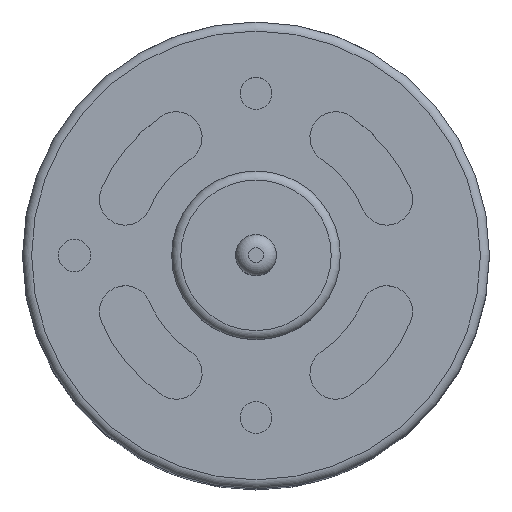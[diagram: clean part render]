
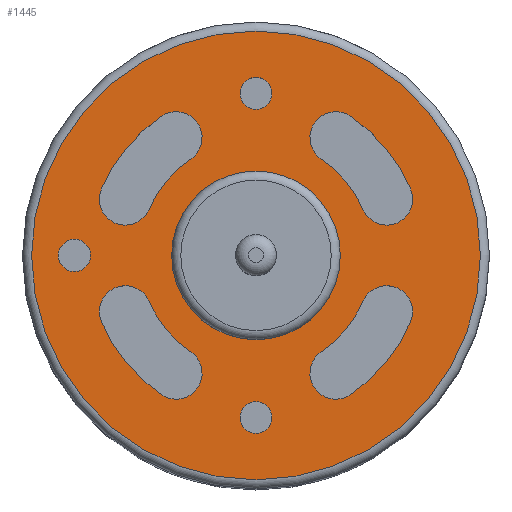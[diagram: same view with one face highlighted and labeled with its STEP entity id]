
A CAD part, top view. The second image highlights one B-rep face of the part: STEP entity #1445.
In plain terms, the highlighted planar face has unit normal (0, 0, 1).
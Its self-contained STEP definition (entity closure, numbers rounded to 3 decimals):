
#28=PLANE('',#1538);
#250=ORIENTED_EDGE('',*,*,#488,.T.);
#251=ORIENTED_EDGE('',*,*,#486,.T.);
#252=ORIENTED_EDGE('',*,*,#476,.T.);
#253=ORIENTED_EDGE('',*,*,#480,.T.);
#254=ORIENTED_EDGE('',*,*,#483,.T.);
#255=ORIENTED_EDGE('',*,*,#464,.F.);
#256=ORIENTED_EDGE('',*,*,#474,.F.);
#257=ORIENTED_EDGE('',*,*,#471,.F.);
#258=ORIENTED_EDGE('',*,*,#468,.F.);
#259=ORIENTED_EDGE('',*,*,#489,.F.);
#260=ORIENTED_EDGE('',*,*,#490,.F.);
#261=ORIENTED_EDGE('',*,*,#491,.F.);
#262=ORIENTED_EDGE('',*,*,#492,.F.);
#263=ORIENTED_EDGE('',*,*,#493,.T.);
#264=ORIENTED_EDGE('',*,*,#494,.T.);
#265=ORIENTED_EDGE('',*,*,#495,.T.);
#266=ORIENTED_EDGE('',*,*,#496,.F.);
#267=ORIENTED_EDGE('',*,*,#497,.T.);
#268=ORIENTED_EDGE('',*,*,#498,.T.);
#269=ORIENTED_EDGE('',*,*,#499,.T.);
#270=ORIENTED_EDGE('',*,*,#500,.T.);
#464=EDGE_CURVE('',#591,#592,#682,.T.);
#468=EDGE_CURVE('',#592,#595,#684,.T.);
#471=EDGE_CURVE('',#595,#597,#686,.T.);
#474=EDGE_CURVE('',#597,#591,#688,.T.);
#476=EDGE_CURVE('',#599,#600,#690,.T.);
#480=EDGE_CURVE('',#600,#603,#692,.T.);
#483=EDGE_CURVE('',#603,#605,#694,.T.);
#486=EDGE_CURVE('',#605,#599,#696,.T.);
#488=EDGE_CURVE('',#607,#607,#698,.T.);
#489=EDGE_CURVE('',#608,#609,#699,.T.);
#490=EDGE_CURVE('',#610,#608,#700,.T.);
#491=EDGE_CURVE('',#611,#610,#701,.T.);
#492=EDGE_CURVE('',#609,#611,#702,.T.);
#493=EDGE_CURVE('',#612,#612,#703,.T.);
#494=EDGE_CURVE('',#613,#613,#704,.T.);
#495=EDGE_CURVE('',#614,#614,#705,.T.);
#496=EDGE_CURVE('',#615,#615,#706,.T.);
#497=EDGE_CURVE('',#616,#617,#707,.T.);
#498=EDGE_CURVE('',#617,#618,#708,.T.);
#499=EDGE_CURVE('',#618,#619,#709,.T.);
#500=EDGE_CURVE('',#619,#616,#710,.T.);
#591=VERTEX_POINT('',#2002);
#592=VERTEX_POINT('',#2003);
#595=VERTEX_POINT('',#2011);
#597=VERTEX_POINT('',#2017);
#599=VERTEX_POINT('',#2027);
#600=VERTEX_POINT('',#2028);
#603=VERTEX_POINT('',#2036);
#605=VERTEX_POINT('',#2042);
#607=VERTEX_POINT('',#2052);
#608=VERTEX_POINT('',#2054);
#609=VERTEX_POINT('',#2055);
#610=VERTEX_POINT('',#2057);
#611=VERTEX_POINT('',#2059);
#612=VERTEX_POINT('',#2062);
#613=VERTEX_POINT('',#2064);
#614=VERTEX_POINT('',#2066);
#615=VERTEX_POINT('',#2068);
#616=VERTEX_POINT('',#2070);
#617=VERTEX_POINT('',#2071);
#618=VERTEX_POINT('',#2073);
#619=VERTEX_POINT('',#2075);
#682=CIRCLE('',#1513,2.);
#684=CIRCLE('',#1516,8.975);
#686=CIRCLE('',#1519,2.);
#688=CIRCLE('',#1522,12.975);
#690=CIRCLE('',#1526,2.);
#692=CIRCLE('',#1529,12.975);
#694=CIRCLE('',#1532,2.);
#696=CIRCLE('',#1535,8.975);
#698=CIRCLE('',#1539,1.25);
#699=CIRCLE('',#1540,2.);
#700=CIRCLE('',#1541,12.975);
#701=CIRCLE('',#1542,2.);
#702=CIRCLE('',#1543,8.975);
#703=CIRCLE('',#1544,1.23);
#704=CIRCLE('',#1545,1.23);
#705=CIRCLE('',#1546,17.3);
#706=CIRCLE('',#1547,6.5);
#707=CIRCLE('',#1548,8.975);
#708=CIRCLE('',#1549,2.);
#709=CIRCLE('',#1550,12.975);
#710=CIRCLE('',#1551,2.);
#756=EDGE_LOOP('',(#250));
#757=EDGE_LOOP('',(#251,#252,#253,#254));
#758=EDGE_LOOP('',(#255,#256,#257,#258));
#759=EDGE_LOOP('',(#259,#260,#261,#262));
#760=EDGE_LOOP('',(#263));
#761=EDGE_LOOP('',(#264));
#762=EDGE_LOOP('',(#265));
#763=EDGE_LOOP('',(#266));
#764=EDGE_LOOP('',(#267,#268,#269,#270));
#854=FACE_BOUND('',#756,.T.);
#855=FACE_BOUND('',#757,.T.);
#856=FACE_BOUND('',#758,.T.);
#857=FACE_BOUND('',#759,.T.);
#858=FACE_BOUND('',#760,.T.);
#859=FACE_BOUND('',#761,.T.);
#860=FACE_BOUND('',#762,.T.);
#861=FACE_BOUND('',#763,.T.);
#862=FACE_BOUND('',#764,.T.);
#1445=ADVANCED_FACE('',(#854,#855,#856,#857,#858,#859,#860,#861,#862),#28,
 .T.);
#1513=AXIS2_PLACEMENT_3D('',#2001,#1663,#1664);
#1516=AXIS2_PLACEMENT_3D('',#2010,#1671,#1672);
#1519=AXIS2_PLACEMENT_3D('',#2016,#1678,#1679);
#1522=AXIS2_PLACEMENT_3D('',#2022,#1685,#1686);
#1526=AXIS2_PLACEMENT_3D('',#2026,#1693,#1694);
#1529=AXIS2_PLACEMENT_3D('',#2035,#1701,#1702);
#1532=AXIS2_PLACEMENT_3D('',#2041,#1708,#1709);
#1535=AXIS2_PLACEMENT_3D('',#2047,#1715,#1716);
#1538=AXIS2_PLACEMENT_3D('',#2050,#1721,#1722);
#1539=AXIS2_PLACEMENT_3D('',#2051,#1723,#1724);
#1540=AXIS2_PLACEMENT_3D('',#2053,#1725,#1726);
#1541=AXIS2_PLACEMENT_3D('',#2056,#1727,#1728);
#1542=AXIS2_PLACEMENT_3D('',#2058,#1729,#1730);
#1543=AXIS2_PLACEMENT_3D('',#2060,#1731,#1732);
#1544=AXIS2_PLACEMENT_3D('',#2061,#1733,#1734);
#1545=AXIS2_PLACEMENT_3D('',#2063,#1735,#1736);
#1546=AXIS2_PLACEMENT_3D('',#2065,#1737,#1738);
#1547=AXIS2_PLACEMENT_3D('',#2067,#1739,#1740);
#1548=AXIS2_PLACEMENT_3D('',#2069,#1741,#1742);
#1549=AXIS2_PLACEMENT_3D('',#2072,#1743,#1744);
#1550=AXIS2_PLACEMENT_3D('',#2074,#1745,#1746);
#1551=AXIS2_PLACEMENT_3D('',#2076,#1747,#1748);
#1663=DIRECTION('',(0.,0.,1.));
#1664=DIRECTION('',(0.,-1.,0.));
#1671=DIRECTION('',(0.,0.,-1.));
#1672=DIRECTION('',(0.,1.,0.));
#1678=DIRECTION('',(0.,0.,1.));
#1679=DIRECTION('',(0.,1.,0.));
#1685=DIRECTION('',(0.,0.,1.));
#1686=DIRECTION('',(0.,1.,0.));
#1693=DIRECTION('',(0.,0.,-1.));
#1694=DIRECTION('',(0.,-1.,0.));
#1701=DIRECTION('',(0.,0.,-1.));
#1702=DIRECTION('',(0.,1.,0.));
#1708=DIRECTION('',(0.,0.,-1.));
#1709=DIRECTION('',(0.,1.,0.));
#1715=DIRECTION('',(0.,0.,1.));
#1716=DIRECTION('',(0.,1.,0.));
#1721=DIRECTION('',(0.,0.,1.));
#1722=DIRECTION('',(1.,0.,0.));
#1723=DIRECTION('',(0.,0.,-1.));
#1724=DIRECTION('',(0.,-1.,0.));
#1725=DIRECTION('',(0.,0.,1.));
#1726=DIRECTION('',(0.,1.,0.));
#1727=DIRECTION('',(0.,0.,1.));
#1728=DIRECTION('',(0.,-1.,0.));
#1729=DIRECTION('',(0.,0.,1.));
#1730=DIRECTION('',(0.,-1.,0.));
#1731=DIRECTION('',(0.,0.,-1.));
#1732=DIRECTION('',(0.,-1.,0.));
#1733=DIRECTION('',(0.,0.,-1.));
#1734=DIRECTION('',(0.,-1.,0.));
#1735=DIRECTION('',(0.,0.,-1.));
#1736=DIRECTION('',(0.,-1.,0.));
#1737=DIRECTION('',(0.,0.,1.));
#1738=DIRECTION('',(1.,0.,0.));
#1739=DIRECTION('',(0.,0.,1.));
#1740=DIRECTION('',(1.,0.,0.));
#1741=DIRECTION('',(0.,0.,1.));
#1742=DIRECTION('',(0.,-1.,0.));
#1743=DIRECTION('',(0.,0.,-1.));
#1744=DIRECTION('',(0.,1.,0.));
#1745=DIRECTION('',(0.,0.,-1.));
#1746=DIRECTION('',(0.,-1.,0.));
#1747=DIRECTION('',(0.,0.,-1.));
#1748=DIRECTION('',(0.,-1.,0.));
#2001=CARTESIAN_POINT('',(6.156,9.086,54.));
#2002=CARTESIAN_POINT('',(7.278,10.741,54.));
#2003=CARTESIAN_POINT('',(5.034,7.43,54.));
#2010=CARTESIAN_POINT('',(0.,0.,54.));
#2011=CARTESIAN_POINT('',(8.244,3.547,54.));
#2016=CARTESIAN_POINT('',(10.081,4.337,54.));
#2017=CARTESIAN_POINT('',(11.918,5.128,54.));
#2022=CARTESIAN_POINT('',(0.,0.,54.));
#2026=CARTESIAN_POINT('',(10.081,-4.337,54.));
#2027=CARTESIAN_POINT('',(8.244,-3.547,54.));
#2028=CARTESIAN_POINT('',(11.918,-5.128,54.));
#2035=CARTESIAN_POINT('',(0.,0.,54.));
#2036=CARTESIAN_POINT('',(7.278,-10.741,54.));
#2041=CARTESIAN_POINT('',(6.156,-9.086,54.));
#2042=CARTESIAN_POINT('',(5.034,-7.43,54.));
#2047=CARTESIAN_POINT('',(0.,0.,54.));
#2050=CARTESIAN_POINT('',(6.5,0.,54.));
#2051=CARTESIAN_POINT('',(-14.,0.,54.));
#2052=CARTESIAN_POINT('',(-14.,-1.25,54.));
#2053=CARTESIAN_POINT('',(-6.156,-9.086,54.));
#2054=CARTESIAN_POINT('',(-7.278,-10.741,54.));
#2055=CARTESIAN_POINT('',(-5.034,-7.43,54.));
#2056=CARTESIAN_POINT('',(0.,0.,54.));
#2057=CARTESIAN_POINT('',(-11.918,-5.128,54.));
#2058=CARTESIAN_POINT('',(-10.081,-4.337,54.));
#2059=CARTESIAN_POINT('',(-8.244,-3.547,54.));
#2060=CARTESIAN_POINT('',(0.,0.,54.));
#2061=CARTESIAN_POINT('',(0.,12.5,54.));
#2062=CARTESIAN_POINT('',(0.,11.271,54.));
#2063=CARTESIAN_POINT('',(0.,-12.5,54.));
#2064=CARTESIAN_POINT('',(0.,-13.73,54.));
#2065=CARTESIAN_POINT('',(0.,0.,54.));
#2066=CARTESIAN_POINT('',(17.3,0.,54.));
#2067=CARTESIAN_POINT('',(0.,0.,54.));
#2068=CARTESIAN_POINT('',(6.5,0.,54.));
#2069=CARTESIAN_POINT('',(0.,0.,54.));
#2070=CARTESIAN_POINT('',(-5.034,7.43,54.));
#2071=CARTESIAN_POINT('',(-8.244,3.547,54.));
#2072=CARTESIAN_POINT('',(-10.081,4.337,54.));
#2073=CARTESIAN_POINT('',(-11.918,5.128,54.));
#2074=CARTESIAN_POINT('',(0.,0.,54.));
#2075=CARTESIAN_POINT('',(-7.278,10.741,54.));
#2076=CARTESIAN_POINT('',(-6.156,9.086,54.));
